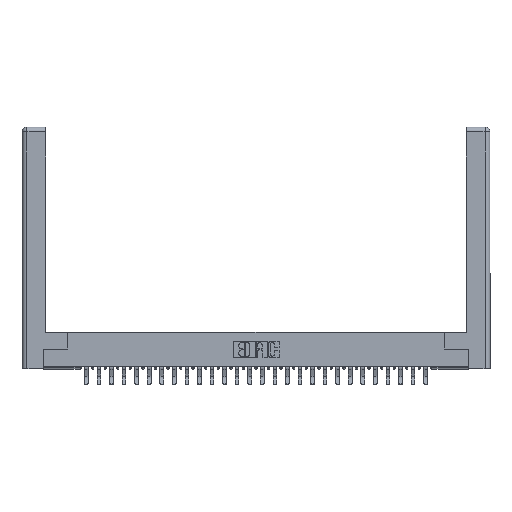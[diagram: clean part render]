
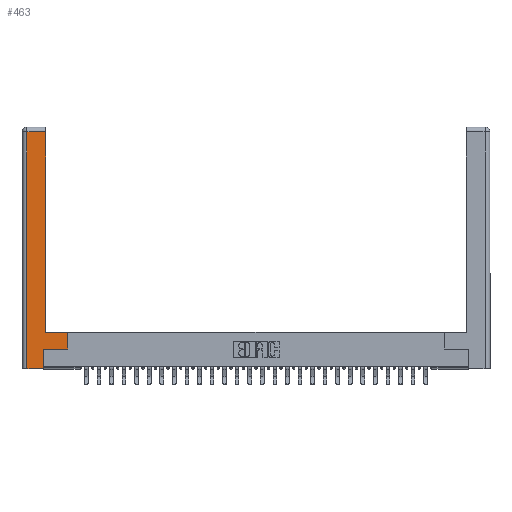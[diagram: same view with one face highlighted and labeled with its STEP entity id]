
A CAD part, top view. The second image highlights one B-rep face of the part: STEP entity #463.
In plain terms, the highlighted planar face has unit normal (0, 0, 1).
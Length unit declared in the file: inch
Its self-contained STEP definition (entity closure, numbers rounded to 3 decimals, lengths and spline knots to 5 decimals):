
#64 = CARTESIAN_POINT ( 'NONE',  ( 0.0615, 0., 0. ) ) ;
#221 = VECTOR ( 'NONE', #9181, 39.37008 ) ;
#463 = ADVANCED_FACE ( 'NONE', ( #17228 ), #20108, .F. ) ;
#492 = CARTESIAN_POINT ( 'NONE',  ( 0.295, 2.94, 0. ) ) ;
#536 = LINE ( 'NONE', #18919, #14407 ) ;
#1057 = VERTEX_POINT ( 'NONE', #19944 ) ;
#1187 = LINE ( 'NONE', #24269, #24741 ) ;
#1991 = CARTESIAN_POINT ( 'NONE',  ( 0.565, 0.245, 0. ) ) ;
#3266 = DIRECTION ( 'NONE',  ( 1., 0., 0. ) ) ;
#3348 = EDGE_LOOP ( 'NONE', ( #5907, #16432, #22462, #22551, #17263, #15771, #10797, #24297 ) ) ;
#3626 = EDGE_CURVE ( 'NONE', #26322, #29721, #16136, .T. ) ;
#3947 = CARTESIAN_POINT ( 'NONE',  ( 0., 0., 0. ) ) ;
#4907 = CARTESIAN_POINT ( 'NONE',  ( 0.0615, 0., 0. ) ) ;
#5103 = DIRECTION ( 'NONE',  ( 0., -1., 0. ) ) ;
#5907 = ORIENTED_EDGE ( 'NONE', *, *, #13125, .T. ) ;
#6337 = LINE ( 'NONE', #32329, #30762 ) ;
#6654 = DIRECTION ( 'NONE',  ( -1., 0., 0. ) ) ;
#7514 = EDGE_CURVE ( 'NONE', #1057, #21293, #22912, .T. ) ;
#7805 = LINE ( 'NONE', #15436, #28472 ) ;
#8108 = CARTESIAN_POINT ( 'NONE',  ( 0.565, 0.45, 0. ) ) ;
#8661 = LINE ( 'NONE', #9648, #221 ) ;
#9181 = DIRECTION ( 'NONE',  ( 1., 0., 0. ) ) ;
#9648 = CARTESIAN_POINT ( 'NONE',  ( 0.565, 0.245, 0. ) ) ;
#10797 = ORIENTED_EDGE ( 'NONE', *, *, #15539, .T. ) ;
#12127 = AXIS2_PLACEMENT_3D ( 'NONE', #3947, #22780, #6654 ) ;
#13125 = EDGE_CURVE ( 'NONE', #28410, #26134, #7805, .T. ) ;
#14407 = VECTOR ( 'NONE', #18797, 39.37008 ) ;
#15436 = CARTESIAN_POINT ( 'NONE',  ( 0.295, 3., 0. ) ) ;
#15539 = EDGE_CURVE ( 'NONE', #33646, #30820, #536, .T. ) ;
#15771 = ORIENTED_EDGE ( 'NONE', *, *, #33393, .T. ) ;
#16136 = LINE ( 'NONE', #64, #32117 ) ;
#16432 = ORIENTED_EDGE ( 'NONE', *, *, #28118, .T. ) ;
#16953 = VECTOR ( 'NONE', #3266, 39.37008 ) ;
#17228 = FACE_OUTER_BOUND ( 'NONE', #3348, .T. ) ;
#17263 = ORIENTED_EDGE ( 'NONE', *, *, #7514, .T. ) ;
#17893 = CARTESIAN_POINT ( 'NONE',  ( 0.265, 0.245, 0. ) ) ;
#18797 = DIRECTION ( 'NONE',  ( 0., 1., 0. ) ) ;
#18919 = CARTESIAN_POINT ( 'NONE',  ( 0.565, 0.45, 0. ) ) ;
#19350 = CARTESIAN_POINT ( 'NONE',  ( 0.265, 0.245, 0. ) ) ;
#19879 = CARTESIAN_POINT ( 'NONE',  ( 0.265, 0., 0. ) ) ;
#19944 = CARTESIAN_POINT ( 'NONE',  ( 0.265, 0., 0. ) ) ;
#20108 = PLANE ( 'NONE',  #12127 ) ;
#20144 = CARTESIAN_POINT ( 'NONE',  ( 0.0615, 2.94, 0. ) ) ;
#21293 = VERTEX_POINT ( 'NONE', #17893 ) ;
#21695 = EDGE_CURVE ( 'NONE', #29721, #1057, #28300, .T. ) ;
#22462 = ORIENTED_EDGE ( 'NONE', *, *, #3626, .T. ) ;
#22500 = VECTOR ( 'NONE', #32729, 39.37008 ) ;
#22551 = ORIENTED_EDGE ( 'NONE', *, *, #21695, .T. ) ;
#22780 = DIRECTION ( 'NONE',  ( 0., 0., -1. ) ) ;
#22912 = LINE ( 'NONE', #19350, #22500 ) ;
#24269 = CARTESIAN_POINT ( 'NONE',  ( 0.295, 0.45, 0. ) ) ;
#24297 = ORIENTED_EDGE ( 'NONE', *, *, #32221, .T. ) ;
#24741 = VECTOR ( 'NONE', #26995, 39.37008 ) ;
#26134 = VERTEX_POINT ( 'NONE', #492 ) ;
#26322 = VERTEX_POINT ( 'NONE', #20144 ) ;
#26714 = DIRECTION ( 'NONE',  ( 0., 1., 0. ) ) ;
#26995 = DIRECTION ( 'NONE',  ( -1., 0., 0. ) ) ;
#28118 = EDGE_CURVE ( 'NONE', #26134, #26322, #6337, .T. ) ;
#28300 = LINE ( 'NONE', #19879, #16953 ) ;
#28410 = VERTEX_POINT ( 'NONE', #31022 ) ;
#28472 = VECTOR ( 'NONE', #26714, 39.37008 ) ;
#29721 = VERTEX_POINT ( 'NONE', #4907 ) ;
#30762 = VECTOR ( 'NONE', #32692, 39.37008 ) ;
#30820 = VERTEX_POINT ( 'NONE', #8108 ) ;
#31022 = CARTESIAN_POINT ( 'NONE',  ( 0.295, 0.45, 0. ) ) ;
#32117 = VECTOR ( 'NONE', #5103, 39.37008 ) ;
#32221 = EDGE_CURVE ( 'NONE', #30820, #28410, #1187, .T. ) ;
#32329 = CARTESIAN_POINT ( 'NONE',  ( 0.0615, 2.94, 0. ) ) ;
#32692 = DIRECTION ( 'NONE',  ( -1., 0., 0. ) ) ;
#32729 = DIRECTION ( 'NONE',  ( 0., 1., 0. ) ) ;
#33393 = EDGE_CURVE ( 'NONE', #21293, #33646, #8661, .T. ) ;
#33646 = VERTEX_POINT ( 'NONE', #1991 ) ;
